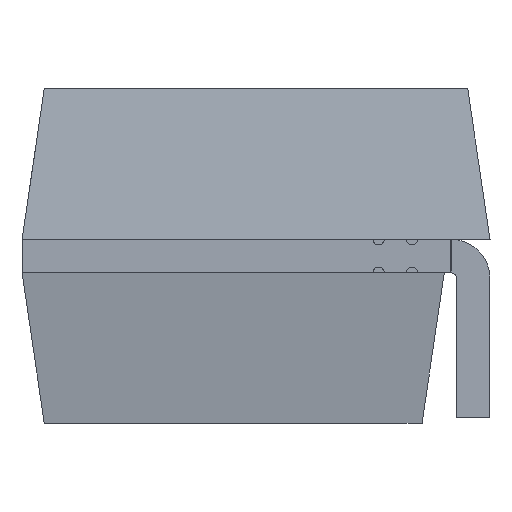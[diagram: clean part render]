
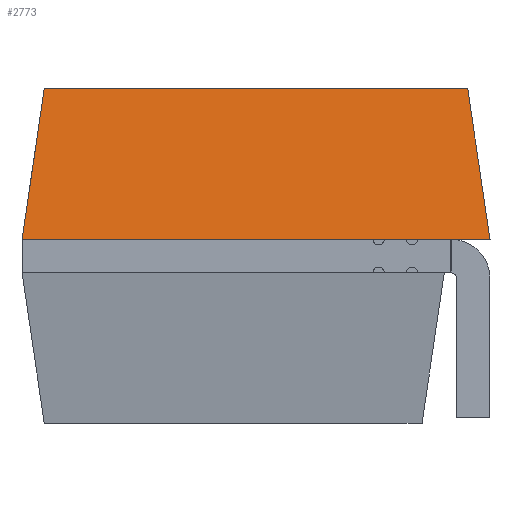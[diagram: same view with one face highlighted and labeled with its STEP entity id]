
A CAD part, left-side view. The second image highlights one B-rep face of the part: STEP entity #2773.
In plain terms, the highlighted planar face has unit normal (-0.989, 0, 0.146).
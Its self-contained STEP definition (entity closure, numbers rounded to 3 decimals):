
#1 = VECTOR ( 'NONE', #75, 1000. ) ;
#75 = DIRECTION ( 'NONE',  ( 0., 1., 0. ) ) ;
#154 = ORIENTED_EDGE ( 'NONE', *, *, #1537, .F. ) ;
#242 = LINE ( 'NONE', #2527, #2048 ) ;
#251 = PLANE ( 'NONE',  #328 ) ;
#328 = AXIS2_PLACEMENT_3D ( 'NONE', #1215, #1418, #729 ) ;
#599 = CARTESIAN_POINT ( 'NONE',  ( -1.9, 0.1, 0.75 ) ) ;
#606 = LINE ( 'NONE', #773, #1 ) ;
#699 = EDGE_CURVE ( 'NONE', #2164, #1172, #242, .T. ) ;
#729 = DIRECTION ( 'NONE',  ( -0.147, 0., -0.989 ) ) ;
#773 = CARTESIAN_POINT ( 'NONE',  ( -2., 0., 0.075 ) ) ;
#775 = ORIENTED_EDGE ( 'NONE', *, *, #1780, .F. ) ;
#784 = ORIENTED_EDGE ( 'NONE', *, *, #2335, .F. ) ;
#1002 = DIRECTION ( 'NONE',  ( 0.145, 0.145, 0.979 ) ) ;
#1046 = ORIENTED_EDGE ( 'NONE', *, *, #699, .T. ) ;
#1172 = VERTEX_POINT ( 'NONE', #1445 ) ;
#1182 = CARTESIAN_POINT ( 'NONE',  ( -2., 2.1, 0.075 ) ) ;
#1191 = LINE ( 'NONE', #1605, #2746 ) ;
#1215 = CARTESIAN_POINT ( 'NONE',  ( -1.968, 0., 0.292 ) ) ;
#1418 = DIRECTION ( 'NONE',  ( 0.989, 0., -0.147 ) ) ;
#1445 = CARTESIAN_POINT ( 'NONE',  ( -1.9, 0.1, 0.75 ) ) ;
#1487 = EDGE_LOOP ( 'NONE', ( #1046, #154, #784, #775 ) ) ;
#1537 = EDGE_CURVE ( 'NONE', #2489, #1172, #2417, .T. ) ;
#1605 = CARTESIAN_POINT ( 'NONE',  ( -2., 2.1, 0.075 ) ) ;
#1780 = EDGE_CURVE ( 'NONE', #2164, #2633, #606, .T. ) ;
#2048 = VECTOR ( 'NONE', #1002, 1000. ) ;
#2072 = CARTESIAN_POINT ( 'NONE',  ( -1.9, 2., 0.75 ) ) ;
#2122 = FACE_OUTER_BOUND ( 'NONE', #1487, .T. ) ;
#2164 = VERTEX_POINT ( 'NONE', #2672 ) ;
#2335 = EDGE_CURVE ( 'NONE', #2633, #2489, #1191, .T. ) ;
#2417 = LINE ( 'NONE', #599, #2678 ) ;
#2465 = DIRECTION ( 'NONE',  ( 0., -1., 0. ) ) ;
#2489 = VERTEX_POINT ( 'NONE', #2072 ) ;
#2527 = CARTESIAN_POINT ( 'NONE',  ( -2., 0., 0.075 ) ) ;
#2633 = VERTEX_POINT ( 'NONE', #1182 ) ;
#2672 = CARTESIAN_POINT ( 'NONE',  ( -2., 0., 0.075 ) ) ;
#2678 = VECTOR ( 'NONE', #2465, 1000. ) ;
#2746 = VECTOR ( 'NONE', #2900, 1000. ) ;
#2773 = ADVANCED_FACE ( 'NONE', ( #2122 ), #251, .F. ) ;
#2900 = DIRECTION ( 'NONE',  ( 0.145, -0.145, 0.979 ) ) ;
